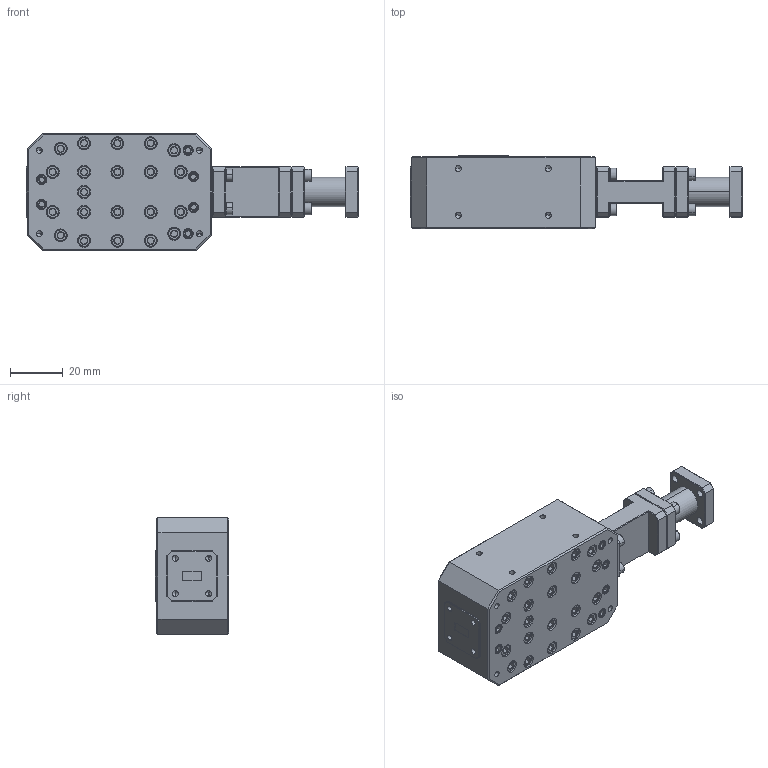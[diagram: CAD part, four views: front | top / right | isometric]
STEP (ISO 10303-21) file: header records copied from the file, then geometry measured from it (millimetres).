
FILE_DESCRIPTION (( 'STEP AP203' ), '1' );
FILE_NAME ('SAT-363-31528-C1.STEP', '2023-05-04T22:45:03', ( '' ), ( '' ), 'SwSTEP 2.0', 'SolidWorks 2021', '' );
FILE_SCHEMA (( 'CONFIG_CONTROL_DESIGN' ));
Length unit declared in the file: inch
Products named in the file (1): SAT-363-31528-C1
Bounding box: 126.42 x 27.94 x 44.45 mm (x, y, z)
Volume: 94924.8 mm3; surface area: 21077.6 mm2
Topology: 34 solids, 34 shells, 1386 faces, 2761 edges, 1546 vertices
Faces by surface type: plane 625, cone 493, cylinder 268
Entity records: 35814 total; most frequent: CARTESIAN_POINT 7369, DIRECTION 6199, ORIENTED_EDGE 5442, EDGE_CURVE 2721, AXIS2_PLACEMENT_3D 2378, VERTEX_POINT 1546, EDGE_LOOP 1537, VECTOR 1443
